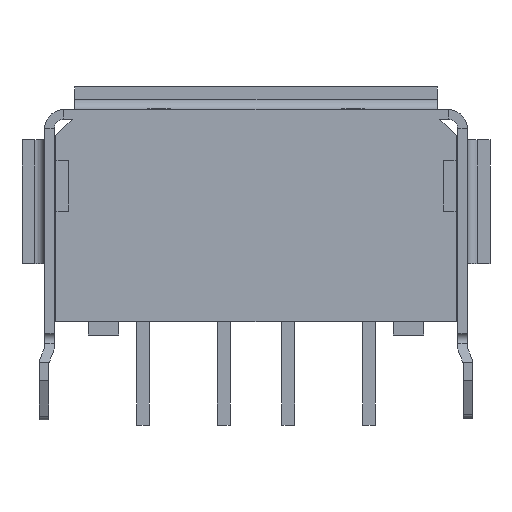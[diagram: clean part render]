
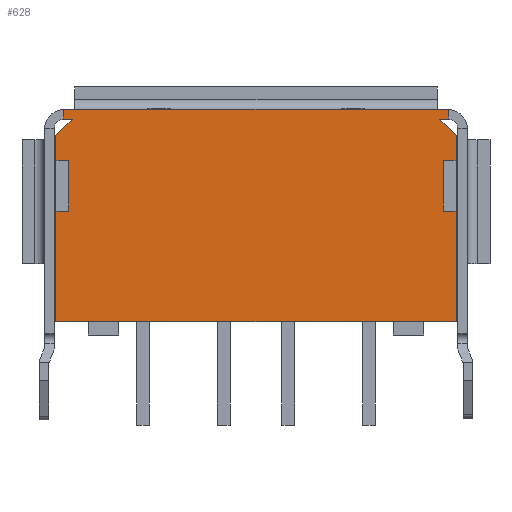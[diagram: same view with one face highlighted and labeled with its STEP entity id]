
A CAD part, left-side view. The second image highlights one B-rep face of the part: STEP entity #628.
In plain terms, the highlighted planar face has unit normal (-1, 0, 0).
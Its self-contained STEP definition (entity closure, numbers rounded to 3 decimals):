
#628 = ADVANCED_FACE('',(#629),#775,.F.);
#629 = FACE_BOUND('',#630,.T.);
#630 = EDGE_LOOP('',(#631,#641,#649,#657,#665,#673,#681,#689,#697,#705,
    #713,#721,#729,#737,#745,#753,#761,#769));
#631 = ORIENTED_EDGE('',*,*,#632,.F.);
#632 = EDGE_CURVE('',#633,#635,#637,.T.);
#633 = VERTEX_POINT('',#634);
#634 = CARTESIAN_POINT('',(-1.,6.195,5.67));
#635 = VERTEX_POINT('',#636);
#636 = CARTESIAN_POINT('',(-1.,6.195,6.44));
#637 = LINE('',#638,#639);
#638 = CARTESIAN_POINT('',(-1.,6.195,5.67));
#639 = VECTOR('',#640,1.);
#640 = DIRECTION('',(0.,0.,1.));
#641 = ORIENTED_EDGE('',*,*,#642,.T.);
#642 = EDGE_CURVE('',#633,#643,#645,.T.);
#643 = VERTEX_POINT('',#644);
#644 = CARTESIAN_POINT('',(-1.,5.795,5.67));
#645 = LINE('',#646,#647);
#646 = CARTESIAN_POINT('',(-1.,6.195,5.67));
#647 = VECTOR('',#648,1.);
#648 = DIRECTION('',(0.,-1.,0.));
#649 = ORIENTED_EDGE('',*,*,#650,.F.);
#650 = EDGE_CURVE('',#651,#643,#653,.T.);
#651 = VERTEX_POINT('',#652);
#652 = CARTESIAN_POINT('',(-1.,5.795,4.09));
#653 = LINE('',#654,#655);
#654 = CARTESIAN_POINT('',(-1.,5.795,4.09));
#655 = VECTOR('',#656,1.);
#656 = DIRECTION('',(0.,0.,1.));
#657 = ORIENTED_EDGE('',*,*,#658,.F.);
#658 = EDGE_CURVE('',#659,#651,#661,.T.);
#659 = VERTEX_POINT('',#660);
#660 = CARTESIAN_POINT('',(-1.,6.195,4.09));
#661 = LINE('',#662,#663);
#662 = CARTESIAN_POINT('',(-1.,6.195,4.09));
#663 = VECTOR('',#664,1.);
#664 = DIRECTION('',(0.,-1.,0.));
#665 = ORIENTED_EDGE('',*,*,#666,.F.);
#666 = EDGE_CURVE('',#667,#659,#669,.T.);
#667 = VERTEX_POINT('',#668);
#668 = CARTESIAN_POINT('',(-1.,6.195,0.67));
#669 = LINE('',#670,#671);
#670 = CARTESIAN_POINT('',(-1.,6.195,0.67));
#671 = VECTOR('',#672,1.);
#672 = DIRECTION('',(0.,0.,1.));
#673 = ORIENTED_EDGE('',*,*,#674,.F.);
#674 = EDGE_CURVE('',#675,#667,#677,.T.);
#675 = VERTEX_POINT('',#676);
#676 = CARTESIAN_POINT('',(-1.,-6.205,0.67));
#677 = LINE('',#678,#679);
#678 = CARTESIAN_POINT('',(-1.,-6.205,0.67));
#679 = VECTOR('',#680,1.);
#680 = DIRECTION('',(0.,1.,0.));
#681 = ORIENTED_EDGE('',*,*,#682,.F.);
#682 = EDGE_CURVE('',#683,#675,#685,.T.);
#683 = VERTEX_POINT('',#684);
#684 = CARTESIAN_POINT('',(-1.,-6.205,4.09));
#685 = LINE('',#686,#687);
#686 = CARTESIAN_POINT('',(-1.,-6.205,4.09));
#687 = VECTOR('',#688,1.);
#688 = DIRECTION('',(0.,0.,-1.));
#689 = ORIENTED_EDGE('',*,*,#690,.T.);
#690 = EDGE_CURVE('',#683,#691,#693,.T.);
#691 = VERTEX_POINT('',#692);
#692 = CARTESIAN_POINT('',(-1.,-5.805,4.09));
#693 = LINE('',#694,#695);
#694 = CARTESIAN_POINT('',(-1.,-6.205,4.09));
#695 = VECTOR('',#696,1.);
#696 = DIRECTION('',(0.,1.,0.));
#697 = ORIENTED_EDGE('',*,*,#698,.T.);
#698 = EDGE_CURVE('',#691,#699,#701,.T.);
#699 = VERTEX_POINT('',#700);
#700 = CARTESIAN_POINT('',(-1.,-5.805,5.67));
#701 = LINE('',#702,#703);
#702 = CARTESIAN_POINT('',(-1.,-5.805,4.09));
#703 = VECTOR('',#704,1.);
#704 = DIRECTION('',(0.,0.,1.));
#705 = ORIENTED_EDGE('',*,*,#706,.F.);
#706 = EDGE_CURVE('',#707,#699,#709,.T.);
#707 = VERTEX_POINT('',#708);
#708 = CARTESIAN_POINT('',(-1.,-6.205,5.67));
#709 = LINE('',#710,#711);
#710 = CARTESIAN_POINT('',(-1.,-6.205,5.67));
#711 = VECTOR('',#712,1.);
#712 = DIRECTION('',(0.,1.,0.));
#713 = ORIENTED_EDGE('',*,*,#714,.F.);
#714 = EDGE_CURVE('',#715,#707,#717,.T.);
#715 = VERTEX_POINT('',#716);
#716 = CARTESIAN_POINT('',(-1.,-6.205,6.44));
#717 = LINE('',#718,#719);
#718 = CARTESIAN_POINT('',(-1.,-6.205,6.44));
#719 = VECTOR('',#720,1.);
#720 = DIRECTION('',(0.,0.,-1.));
#721 = ORIENTED_EDGE('',*,*,#722,.T.);
#722 = EDGE_CURVE('',#715,#723,#725,.T.);
#723 = VERTEX_POINT('',#724);
#724 = CARTESIAN_POINT('',(-1.,-5.705,6.94));
#725 = LINE('',#726,#727);
#726 = CARTESIAN_POINT('',(-1.,-6.205,6.44));
#727 = VECTOR('',#728,1.);
#728 = DIRECTION('',(0.,0.707,0.707)
  );
#729 = ORIENTED_EDGE('',*,*,#730,.F.);
#730 = EDGE_CURVE('',#731,#723,#733,.T.);
#731 = VERTEX_POINT('',#732);
#732 = CARTESIAN_POINT('',(-1.,-5.955,6.94));
#733 = LINE('',#734,#735);
#734 = CARTESIAN_POINT('',(-1.,-5.955,6.94));
#735 = VECTOR('',#736,1.);
#736 = DIRECTION('',(0.,1.,0.));
#737 = ORIENTED_EDGE('',*,*,#738,.T.);
#738 = EDGE_CURVE('',#731,#739,#741,.T.);
#739 = VERTEX_POINT('',#740);
#740 = CARTESIAN_POINT('',(-1.,-5.955,7.24));
#741 = LINE('',#742,#743);
#742 = CARTESIAN_POINT('',(-1.,-5.955,6.94));
#743 = VECTOR('',#744,1.);
#744 = DIRECTION('',(0.,0.,1.));
#745 = ORIENTED_EDGE('',*,*,#746,.T.);
#746 = EDGE_CURVE('',#739,#747,#749,.T.);
#747 = VERTEX_POINT('',#748);
#748 = CARTESIAN_POINT('',(-1.,5.945,7.24));
#749 = LINE('',#750,#751);
#750 = CARTESIAN_POINT('',(-1.,-5.955,7.24));
#751 = VECTOR('',#752,1.);
#752 = DIRECTION('',(0.,1.,0.));
#753 = ORIENTED_EDGE('',*,*,#754,.F.);
#754 = EDGE_CURVE('',#755,#747,#757,.T.);
#755 = VERTEX_POINT('',#756);
#756 = CARTESIAN_POINT('',(-1.,5.945,6.94));
#757 = LINE('',#758,#759);
#758 = CARTESIAN_POINT('',(-1.,5.945,6.94));
#759 = VECTOR('',#760,1.);
#760 = DIRECTION('',(0.,0.,1.));
#761 = ORIENTED_EDGE('',*,*,#762,.F.);
#762 = EDGE_CURVE('',#763,#755,#765,.T.);
#763 = VERTEX_POINT('',#764);
#764 = CARTESIAN_POINT('',(-1.,5.695,6.94));
#765 = LINE('',#766,#767);
#766 = CARTESIAN_POINT('',(-1.,5.695,6.94));
#767 = VECTOR('',#768,1.);
#768 = DIRECTION('',(0.,1.,0.));
#769 = ORIENTED_EDGE('',*,*,#770,.T.);
#770 = EDGE_CURVE('',#763,#635,#771,.T.);
#771 = LINE('',#772,#773);
#772 = CARTESIAN_POINT('',(-1.,5.695,6.94));
#773 = VECTOR('',#774,1.);
#774 = DIRECTION('',(0.,0.707,-0.707)
  );
#775 = PLANE('',#776);
#776 = AXIS2_PLACEMENT_3D('',#777,#778,#779);
#777 = CARTESIAN_POINT('',(-1.,-0.005,3.805));
#778 = DIRECTION('',(1.,0.,0.));
#779 = DIRECTION('',(0.,1.,0.));
